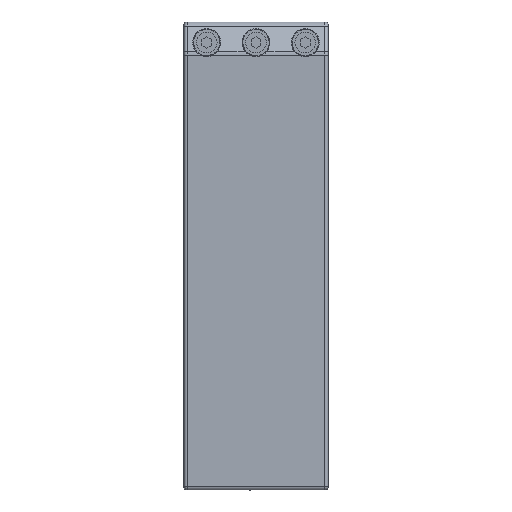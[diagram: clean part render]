
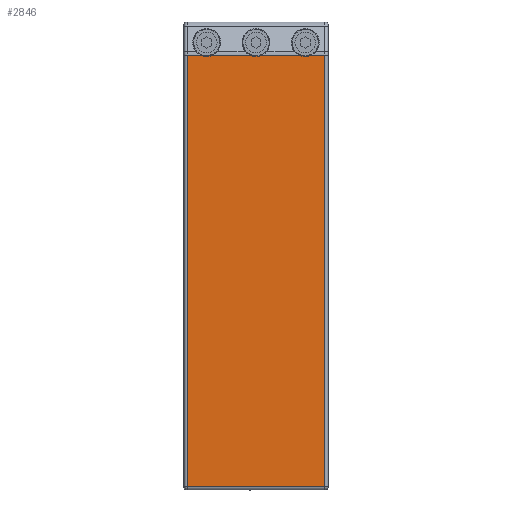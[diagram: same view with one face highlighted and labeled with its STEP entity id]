
A CAD part, top view. The second image highlights one B-rep face of the part: STEP entity #2846.
In plain terms, the highlighted planar face has unit normal (0, 0, 1).
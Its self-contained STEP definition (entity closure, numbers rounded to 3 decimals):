
#1539=CARTESIAN_POINT('Vertex',(42.,-7.84,60.)) ;
#1559=CARTESIAN_POINT('Line Origine',(42.,-122.878,60.)) ;
#1563=CARTESIAN_POINT('Vertex',(42.,-270.5,60.)) ;
#1837=CARTESIAN_POINT('Vertex',(-42.,-7.84,60.)) ;
#1861=CARTESIAN_POINT('Vertex',(-42.,-270.5,60.)) ;
#1864=CARTESIAN_POINT('Line Origine',(-42.,-122.686,60.)) ;
#2769=CARTESIAN_POINT('Vertex',(33.285,-7.84,60.)) ;
#2772=CARTESIAN_POINT('Line Origine',(0.,-7.84,60.)) ;
#2784=CARTESIAN_POINT('Axis2P3D Location',(0.,-7.84,60.)) ;
#2789=CARTESIAN_POINT('Line Origine',(0.,-270.5,60.)) ;
#2794=CARTESIAN_POINT('Axis2P3D Location',(30.,0.,60.)) ;
#2798=CARTESIAN_POINT('Vertex',(26.715,-7.84,60.)) ;
#2801=CARTESIAN_POINT('Line Origine',(15.,-7.84,60.)) ;
#2805=CARTESIAN_POINT('Vertex',(3.285,-7.84,60.)) ;
#2808=CARTESIAN_POINT('Axis2P3D Location',(0.,0.,60.)) ;
#2812=CARTESIAN_POINT('Vertex',(-3.285,-7.84,60.)) ;
#2815=CARTESIAN_POINT('Line Origine',(-15.,-7.84,60.)) ;
#2819=CARTESIAN_POINT('Vertex',(-26.715,-7.84,60.)) ;
#2822=CARTESIAN_POINT('Axis2P3D Location',(-30.,0.,60.)) ;
#2826=CARTESIAN_POINT('Vertex',(-33.285,-7.84,60.)) ;
#2829=CARTESIAN_POINT('Line Origine',(-37.642,-7.84,60.)) ;
#1560=DIRECTION('Vector Direction',(0.,-1.,0.)) ;
#1865=DIRECTION('Vector Direction',(0.,-1.,0.)) ;
#2773=DIRECTION('Vector Direction',(1.,0.,0.)) ;
#2785=DIRECTION('Axis2P3D Direction',(-0.,0.,1.)) ;
#2786=DIRECTION('Axis2P3D XDirection',(0.,-1.,0.)) ;
#2790=DIRECTION('Vector Direction',(1.,0.,0.)) ;
#2795=DIRECTION('Axis2P3D Direction',(-0.,0.,1.)) ;
#2802=DIRECTION('Vector Direction',(1.,0.,0.)) ;
#2809=DIRECTION('Axis2P3D Direction',(-0.,0.,1.)) ;
#2816=DIRECTION('Vector Direction',(1.,0.,0.)) ;
#2823=DIRECTION('Axis2P3D Direction',(-0.,0.,1.)) ;
#2830=DIRECTION('Vector Direction',(1.,0.,0.)) ;
#2787=AXIS2_PLACEMENT_3D('Plane Axis2P3D',#2784,#2785,#2786) ;
#2796=AXIS2_PLACEMENT_3D('Circle Axis2P3D',#2794,#2795,$) ;
#2810=AXIS2_PLACEMENT_3D('Circle Axis2P3D',#2808,#2809,$) ;
#2824=AXIS2_PLACEMENT_3D('Circle Axis2P3D',#2822,#2823,$) ;
#2835=ORIENTED_EDGE('',*,*,#2793,.T.) ;
#2836=ORIENTED_EDGE('',*,*,#1565,.F.) ;
#2837=ORIENTED_EDGE('',*,*,#2776,.F.) ;
#2838=ORIENTED_EDGE('',*,*,#2800,.F.) ;
#2839=ORIENTED_EDGE('',*,*,#2807,.F.) ;
#2840=ORIENTED_EDGE('',*,*,#2814,.F.) ;
#2841=ORIENTED_EDGE('',*,*,#2821,.F.) ;
#2842=ORIENTED_EDGE('',*,*,#2828,.F.) ;
#2843=ORIENTED_EDGE('',*,*,#2833,.F.) ;
#2844=ORIENTED_EDGE('',*,*,#1868,.T.) ;
#1561=VECTOR('Line Direction',#1560,1.) ;
#1866=VECTOR('Line Direction',#1865,1.) ;
#2774=VECTOR('Line Direction',#2773,1.) ;
#2791=VECTOR('Line Direction',#2790,1.) ;
#2803=VECTOR('Line Direction',#2802,1.) ;
#2817=VECTOR('Line Direction',#2816,1.) ;
#2831=VECTOR('Line Direction',#2830,1.) ;
#2846=ADVANCED_FACE('PartBody',(#2845),#2788,.T.) ;
#2797=CIRCLE('generated circle',#2796,8.5) ;
#2811=CIRCLE('generated circle',#2810,8.5) ;
#2825=CIRCLE('generated circle',#2824,8.5) ;
#1565=EDGE_CURVE('',#1540,#1564,#1562,.T.) ;
#1868=EDGE_CURVE('',#1838,#1862,#1867,.T.) ;
#2776=EDGE_CURVE('',#2770,#1540,#2775,.T.) ;
#2793=EDGE_CURVE('',#1862,#1564,#2792,.T.) ;
#2800=EDGE_CURVE('',#2799,#2770,#2797,.T.) ;
#2807=EDGE_CURVE('',#2806,#2799,#2804,.T.) ;
#2814=EDGE_CURVE('',#2813,#2806,#2811,.T.) ;
#2821=EDGE_CURVE('',#2820,#2813,#2818,.T.) ;
#2828=EDGE_CURVE('',#2827,#2820,#2825,.T.) ;
#2833=EDGE_CURVE('',#1838,#2827,#2832,.T.) ;
#2834=EDGE_LOOP('',(#2835,#2836,#2837,#2838,#2839,#2840,#2841,#2842,#2843,#2844)) ;
#2845=FACE_OUTER_BOUND('',#2834,.T.) ;
#1562=LINE('Line',#1559,#1561) ;
#1867=LINE('Line',#1864,#1866) ;
#2775=LINE('Line',#2772,#2774) ;
#2792=LINE('Line',#2789,#2791) ;
#2804=LINE('Line',#2801,#2803) ;
#2818=LINE('Line',#2815,#2817) ;
#2832=LINE('Line',#2829,#2831) ;
#2788=PLANE('',#2787) ;
#1540=VERTEX_POINT('',#1539) ;
#1564=VERTEX_POINT('',#1563) ;
#1838=VERTEX_POINT('',#1837) ;
#1862=VERTEX_POINT('',#1861) ;
#2770=VERTEX_POINT('',#2769) ;
#2799=VERTEX_POINT('',#2798) ;
#2806=VERTEX_POINT('',#2805) ;
#2813=VERTEX_POINT('',#2812) ;
#2820=VERTEX_POINT('',#2819) ;
#2827=VERTEX_POINT('',#2826) ;
